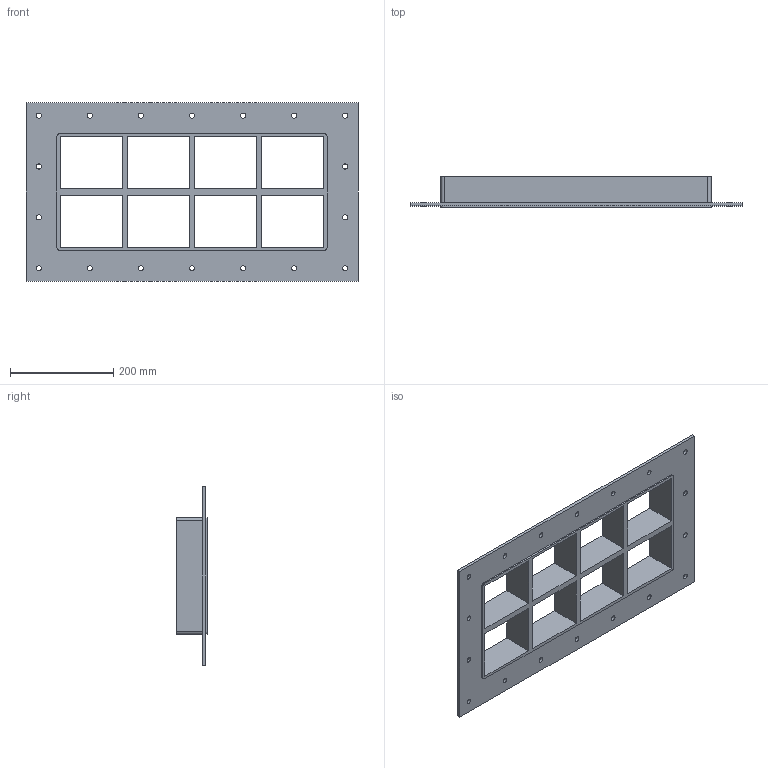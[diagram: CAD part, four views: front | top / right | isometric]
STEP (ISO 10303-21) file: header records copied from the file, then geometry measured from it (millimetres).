
FILE_DESCRIPTION((''),'2;1');
FILE_NAME('G B EX2+2X4.stp','2014-12-01T14:11:47',(''),(''),'Autodesk Inventor 2013','Autodesk Inventor 2013','');
FILE_SCHEMA(('AUTOMOTIVE_DESIGN { 1 0 10303 214 1 1 1 1 }'));
Length unit declared in the file: millimetre
Products named in the file (1): G B Ex
Bounding box: 644 x 60 x 346 mm (x, y, z)
Volume: 1879849 mm3; surface area: 556449.2 mm2
Topology: 1 solids, 1 shells, 74 faces, 228 edges, 158 vertices
Faces by surface type: plane 48, cylinder 26
Full cylindrical faces by diameter (mm): 10 x18
Entity records: 2446 total; most frequent: CARTESIAN_POINT 407, DIRECTION 394, ORIENTED_EDGE 384, EDGE_CURVE 192, EDGE_LOOP 146, VERTEX_POINT 140, VECTOR 140, LINE 140
